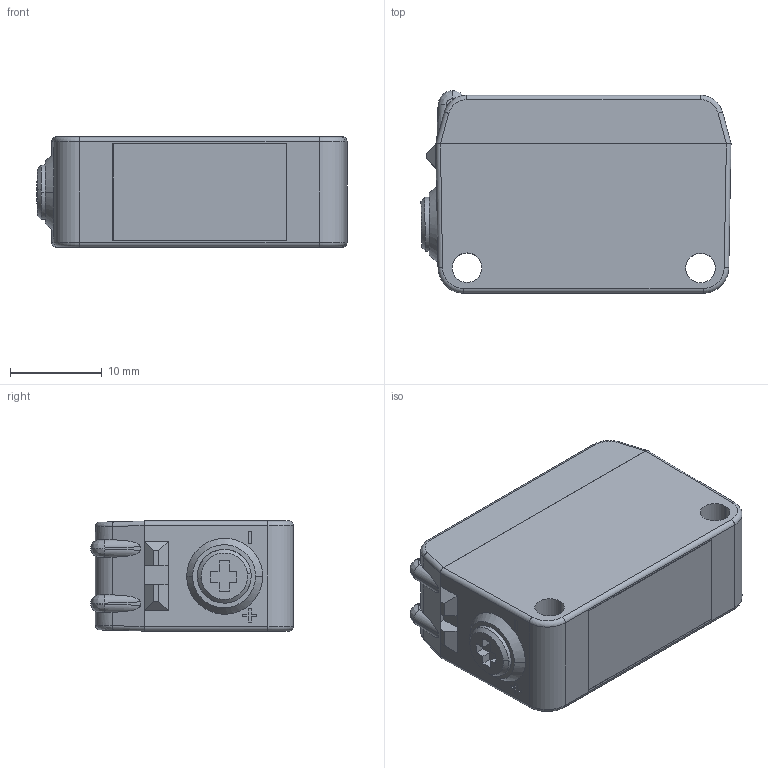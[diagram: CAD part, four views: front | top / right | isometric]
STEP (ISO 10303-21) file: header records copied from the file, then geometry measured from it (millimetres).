
FILE_DESCRIPTION((''),'2;1');
FILE_NAME('D61-3_ASM','2021-03-29T',('admin'),(''),'PRO/ENGINEER BY PARAMETRIC TECHNOLOGY CORPORATION, 2008380','PRO/ENGINEER BY PARAMETRIC TECHNOLOGY CORPORATION, 2008380','');
FILE_SCHEMA(('CONFIG_CONTROL_DESIGN'));
Length unit declared in the file: millimetre
Products named in the file (9): MANIFOLD_SOLID_BREP_119; MANIFOLD_SOLID_BREP_120; MANIFOLD_SOLID_BREP_121; MANIFOLD_SOLID_BREP_126; MANIFOLD_SOLID_BREP_123; MANIFOLD_SOLID_BREP_129; MANIFOLD_SOLID_BREP_130; ADMI205117XL_ASM; D61-3_ASM
Assembly tree (8 placements, depth 3):
  D61-3_ASM
    ADMI205117XL_ASM
      MANIFOLD_SOLID_BREP_119
      MANIFOLD_SOLID_BREP_120
      MANIFOLD_SOLID_BREP_121
      MANIFOLD_SOLID_BREP_126
      MANIFOLD_SOLID_BREP_123
      MANIFOLD_SOLID_BREP_129
      MANIFOLD_SOLID_BREP_130
Bounding box: 33.76 x 22.03 x 11.99 mm (x, y, z)
Volume: 2879.4 mm3; surface area: 6023.7 mm2
Topology: 5 solids, 7 shells, 576 faces, 1665 edges, 1104 vertices
Faces by surface type: plane 424, cylinder 120, bspline 25, torus 4, cone 3
Entity records: 24452 total; most frequent: CARTESIAN_POINT 9563, ORIENTED_EDGE 3312, DIRECTION 2657, EDGE_CURVE 1665, VECTOR 1301, LINE 1301, VERTEX_POINT 1104, AXIS2_PLACEMENT_3D 678
